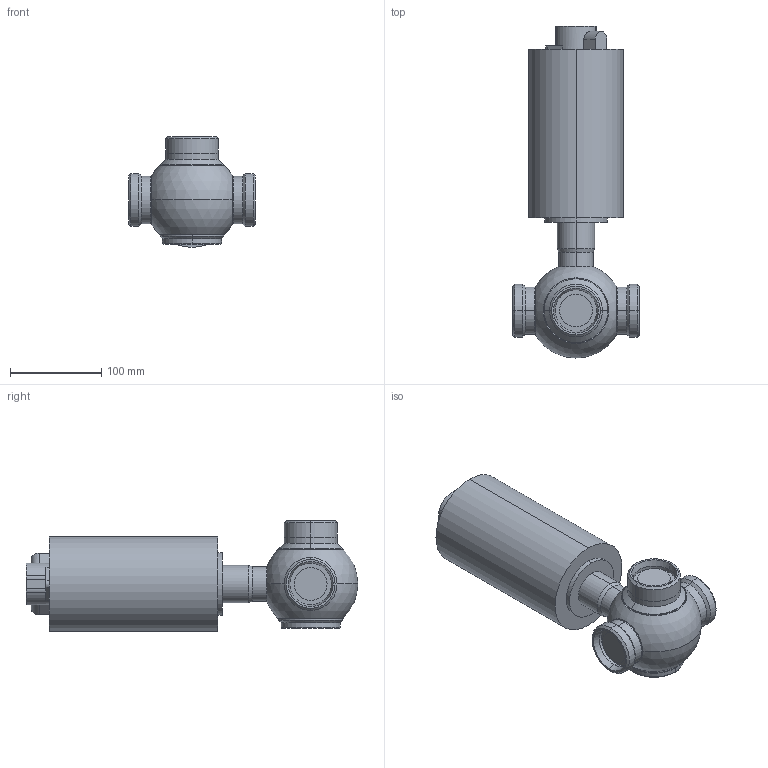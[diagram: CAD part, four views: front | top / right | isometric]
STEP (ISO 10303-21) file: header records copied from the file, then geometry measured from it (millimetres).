
FILE_DESCRIPTION (( 'STEP AP214' ), '1' );
FILE_NAME ('4231032000-xxx.STEP', '2014-02-19T09:54:30', ( 'install' ), ( 'Microsoft' ), 'SwSTEP 2.0', 'SolidWorks 2013', '' );
FILE_SCHEMA (( 'AUTOMOTIVE_DESIGN' ));
Length unit declared in the file: millimetre
Products named in the file (1): 4231032000-xxx
Bounding box: 139 x 364.8 x 121.5 mm (x, y, z)
Volume: 2414376.2 mm3; surface area: 140978.2 mm2
Topology: 1 solids, 1 shells, 368 faces, 940 edges, 616 vertices
Faces by surface type: bspline 162, plane 127, cylinder 53, cone 22, torus 2, sphere 2
Entity records: 14445 total; most frequent: CARTESIAN_POINT 6523, ORIENTED_EDGE 1872, DIRECTION 1153, EDGE_CURVE 936, VERTEX_POINT 614, VECTOR 473, LINE 473, EDGE_LOOP 412
